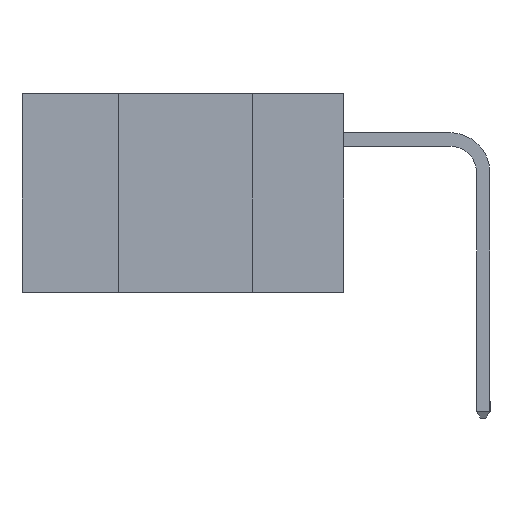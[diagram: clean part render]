
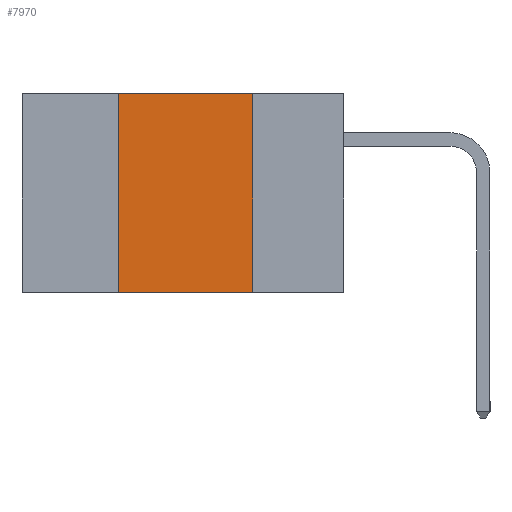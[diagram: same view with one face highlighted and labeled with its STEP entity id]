
A CAD part, left-side view. The second image highlights one B-rep face of the part: STEP entity #7970.
In plain terms, the highlighted planar face has unit normal (-1, 0, 0).
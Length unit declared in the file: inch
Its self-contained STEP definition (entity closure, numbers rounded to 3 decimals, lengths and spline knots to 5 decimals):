
#1113 = LINE ( 'NONE', #6935, #4313 ) ;
#1312 = EDGE_CURVE ( 'NONE', #2487, #10913, #16307, .T. ) ;
#2487 = VERTEX_POINT ( 'NONE', #9926 ) ;
#2976 = EDGE_CURVE ( 'NONE', #8715, #8065, #1113, .T. ) ;
#3592 = CARTESIAN_POINT ( 'NONE',  ( 0., 0.6, 0. ) ) ;
#3859 = ORIENTED_EDGE ( 'NONE', *, *, #1312, .F. ) ;
#4267 = ORIENTED_EDGE ( 'NONE', *, *, #7129, .T. ) ;
#4313 = VECTOR ( 'NONE', #8501, 39.37008 ) ;
#4431 = CARTESIAN_POINT ( 'NONE',  ( 0., 0.17, -0.37 ) ) ;
#5136 = DIRECTION ( 'NONE',  ( 0., 0., -1. ) ) ;
#5151 = DIRECTION ( 'NONE',  ( 1., 0., 0. ) ) ;
#5166 = CARTESIAN_POINT ( 'NONE',  ( 0., 0.17, 0. ) ) ;
#5176 = PLANE ( 'NONE',  #9429 ) ;
#5186 = CARTESIAN_POINT ( 'NONE',  ( 0., 0.6, 0. ) ) ;
#6935 = CARTESIAN_POINT ( 'NONE',  ( 0., 0.17, -0.37 ) ) ;
#7129 = EDGE_CURVE ( 'NONE', #2487, #8065, #16434, .T. ) ;
#7913 = CARTESIAN_POINT ( 'NONE',  ( 0., 0.42, -0.37 ) ) ;
#7970 = ADVANCED_FACE ( 'NONE', ( #10682 ), #5176, .F. ) ;
#8065 = VERTEX_POINT ( 'NONE', #4431 ) ;
#8343 = DIRECTION ( 'NONE',  ( 0., 0., 1. ) ) ;
#8501 = DIRECTION ( 'NONE',  ( 0., 0., -1. ) ) ;
#8715 = VERTEX_POINT ( 'NONE', #5166 ) ;
#9045 = VECTOR ( 'NONE', #12822, 39.37008 ) ;
#9429 = AXIS2_PLACEMENT_3D ( 'NONE', #5186, #5151, #5136 ) ;
#9926 = CARTESIAN_POINT ( 'NONE',  ( 0., 0.42, -0.37 ) ) ;
#10682 = FACE_OUTER_BOUND ( 'NONE', #16458, .T. ) ;
#10913 = VERTEX_POINT ( 'NONE', #13862 ) ;
#12532 = ORIENTED_EDGE ( 'NONE', *, *, #15862, .F. ) ;
#12822 = DIRECTION ( 'NONE',  ( 0., -1., 0. ) ) ;
#12830 = VECTOR ( 'NONE', #8343, 39.37008 ) ;
#12853 = DIRECTION ( 'NONE',  ( 0., -1., 0. ) ) ;
#12959 = VECTOR ( 'NONE', #12853, 39.37008 ) ;
#12993 = CARTESIAN_POINT ( 'NONE',  ( 0., 0.6, -0.37 ) ) ;
#13862 = CARTESIAN_POINT ( 'NONE',  ( 0., 0.42, 0. ) ) ;
#15603 = ORIENTED_EDGE ( 'NONE', *, *, #2976, .F. ) ;
#15862 = EDGE_CURVE ( 'NONE', #10913, #8715, #16050, .T. ) ;
#16050 = LINE ( 'NONE', #3592, #9045 ) ;
#16307 = LINE ( 'NONE', #7913, #12830 ) ;
#16434 = LINE ( 'NONE', #12993, #12959 ) ;
#16458 = EDGE_LOOP ( 'NONE', ( #15603, #12532, #3859, #4267 ) ) ;
